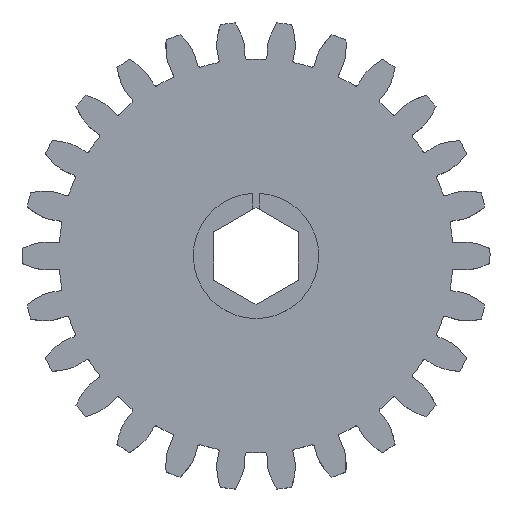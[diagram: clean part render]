
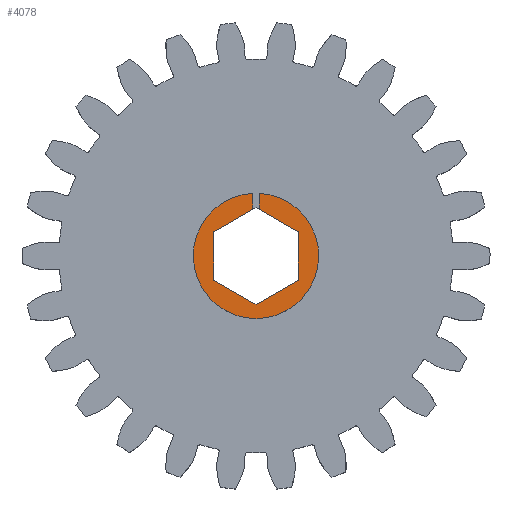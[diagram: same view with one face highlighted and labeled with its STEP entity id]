
A CAD part, top view. The second image highlights one B-rep face of the part: STEP entity #4078.
In plain terms, the highlighted planar face has unit normal (0, 0, 1).
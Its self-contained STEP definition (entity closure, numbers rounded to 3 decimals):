
#178=CIRCLE('',#4313,9.525);
#495=FACE_OUTER_BOUND('',#715,.T.);
#715=EDGE_LOOP('',(#2716,#2717,#2718,#2719,#2720,#2721,#2722,#2723,#2724));
#936=LINE('',#5800,#1276);
#940=LINE('',#5812,#1280);
#942=LINE('',#5816,#1282);
#943=LINE('',#5818,#1283);
#944=LINE('',#5820,#1284);
#945=LINE('',#5822,#1285);
#946=LINE('',#5824,#1286);
#947=LINE('',#5825,#1287);
#1276=VECTOR('',#4697,10.);
#1280=VECTOR('',#4709,10.);
#1282=VECTOR('',#4713,10.);
#1283=VECTOR('',#4714,10.);
#1284=VECTOR('',#4715,10.);
#1285=VECTOR('',#4716,10.);
#1286=VECTOR('',#4717,10.);
#1287=VECTOR('',#4718,10.);
#1616=VERTEX_POINT('',#5797);
#1617=VERTEX_POINT('',#5799);
#1619=VERTEX_POINT('',#5805);
#1621=VERTEX_POINT('',#5811);
#1622=VERTEX_POINT('',#5815);
#1623=VERTEX_POINT('',#5817);
#1624=VERTEX_POINT('',#5819);
#1625=VERTEX_POINT('',#5821);
#1626=VERTEX_POINT('',#5823);
#2052=EDGE_CURVE('',#1617,#1616,#936,.T.);
#2055=EDGE_CURVE('',#1619,#1617,#178,.T.);
#2058=EDGE_CURVE('',#1621,#1619,#940,.T.);
#2060=EDGE_CURVE('',#1616,#1622,#942,.T.);
#2061=EDGE_CURVE('',#1622,#1623,#943,.T.);
#2062=EDGE_CURVE('',#1623,#1624,#944,.T.);
#2063=EDGE_CURVE('',#1624,#1625,#945,.T.);
#2064=EDGE_CURVE('',#1625,#1626,#946,.T.);
#2065=EDGE_CURVE('',#1626,#1621,#947,.T.);
#2716=ORIENTED_EDGE('',*,*,#2060,.T.);
#2717=ORIENTED_EDGE('',*,*,#2061,.T.);
#2718=ORIENTED_EDGE('',*,*,#2062,.T.);
#2719=ORIENTED_EDGE('',*,*,#2063,.T.);
#2720=ORIENTED_EDGE('',*,*,#2064,.T.);
#2721=ORIENTED_EDGE('',*,*,#2065,.T.);
#2722=ORIENTED_EDGE('',*,*,#2058,.T.);
#2723=ORIENTED_EDGE('',*,*,#2055,.T.);
#2724=ORIENTED_EDGE('',*,*,#2052,.T.);
#4014=PLANE('',#4315);
#4078=ADVANCED_FACE('',(#495),#4014,.T.);
#4313=AXIS2_PLACEMENT_3D('',#5806,#4703,#4704);
#4315=AXIS2_PLACEMENT_3D('',#5814,#4711,#4712);
#4697=DIRECTION('',(0.,-1.,0.));
#4703=DIRECTION('center_axis',(0.,0.,1.));
#4704=DIRECTION('ref_axis',(-0.053,0.999,0.));
#4709=DIRECTION('',(0.,1.,0.));
#4711=DIRECTION('center_axis',(0.,0.,1.));
#4712=DIRECTION('ref_axis',(-1.,0.,0.));
#4713=DIRECTION('',(0.866,-0.5,0.));
#4714=DIRECTION('',(0.,-1.,0.));
#4715=DIRECTION('',(-0.866,-0.5,0.));
#4716=DIRECTION('',(-0.866,0.5,0.));
#4717=DIRECTION('',(0.,1.,0.));
#4718=DIRECTION('',(0.866,0.5,0.));
#5797=CARTESIAN_POINT('',(0.508,7.085,11.079));
#5799=CARTESIAN_POINT('',(0.508,9.511,11.079));
#5800=CARTESIAN_POINT('',(0.508,7.085,11.079));
#5805=CARTESIAN_POINT('',(-0.508,9.511,11.079));
#5806=CARTESIAN_POINT('Origin',(0.,0.,11.079));
#5811=CARTESIAN_POINT('',(-0.508,7.085,11.079));
#5812=CARTESIAN_POINT('',(-0.508,7.085,11.079));
#5814=CARTESIAN_POINT('Origin',(0.,-0.007,11.079));
#5815=CARTESIAN_POINT('',(6.39,3.689,11.079));
#5816=CARTESIAN_POINT('',(0.,7.379,11.079));
#5817=CARTESIAN_POINT('',(6.39,-3.689,11.079));
#5818=CARTESIAN_POINT('',(6.39,3.689,11.079));
#5819=CARTESIAN_POINT('',(0.,-7.379,11.079));
#5820=CARTESIAN_POINT('',(6.39,-3.689,11.079));
#5821=CARTESIAN_POINT('',(-6.39,-3.689,11.079));
#5822=CARTESIAN_POINT('',(0.,-7.379,11.079));
#5823=CARTESIAN_POINT('',(-6.39,3.689,11.079));
#5824=CARTESIAN_POINT('',(-6.39,-3.689,11.079));
#5825=CARTESIAN_POINT('',(-6.39,3.689,11.079));
